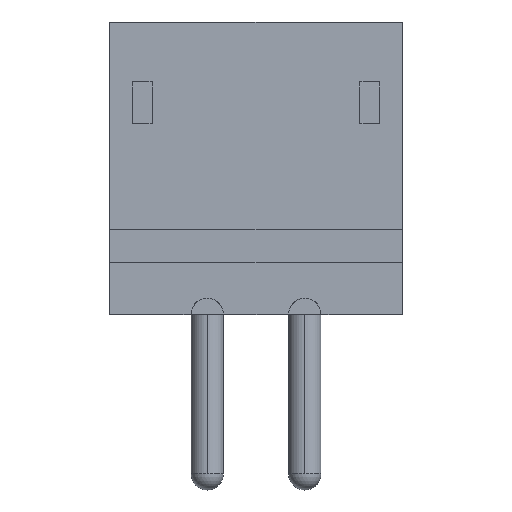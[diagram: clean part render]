
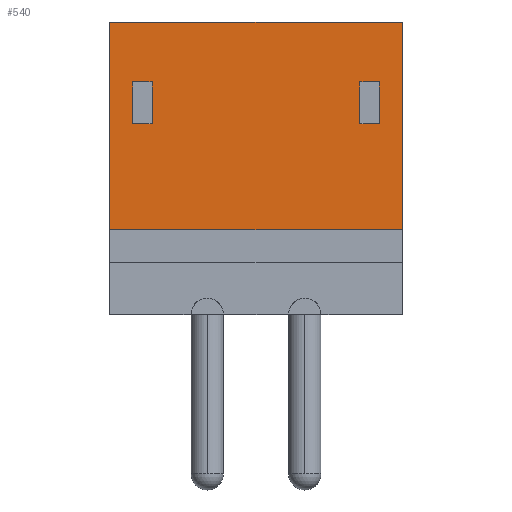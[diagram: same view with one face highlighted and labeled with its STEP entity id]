
A CAD part, top view. The second image highlights one B-rep face of the part: STEP entity #540.
In plain terms, the highlighted planar face has unit normal (0, 0, 1).
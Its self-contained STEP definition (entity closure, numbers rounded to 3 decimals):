
#2 = CARTESIAN_POINT ( 'NONE',  ( 1.896, 2.932, 1.75 ) ) ;
#3 = VERTEX_POINT ( 'NONE', #706 ) ;
#35 = VERTEX_POINT ( 'NONE', #41 ) ;
#38 = CARTESIAN_POINT ( 'NONE',  ( -2.25, 4.5, 1.75 ) ) ;
#41 = CARTESIAN_POINT ( 'NONE',  ( 2.25, 1.3, 1.75 ) ) ;
#43 = FACE_OUTER_BOUND ( 'NONE', #1266, .T. ) ;
#71 = DIRECTION ( 'NONE',  ( -1., 0., 0. ) ) ;
#167 = CARTESIAN_POINT ( 'NONE',  ( -1.896, 3.578, 1.75 ) ) ;
#175 = VERTEX_POINT ( 'NONE', #828 ) ;
#185 = PLANE ( 'NONE',  #1552 ) ;
#193 = DIRECTION ( 'NONE',  ( 1., 0., 0. ) ) ;
#248 = CARTESIAN_POINT ( 'NONE',  ( -1.896, 2.932, 1.75 ) ) ;
#255 = EDGE_CURVE ( 'NONE', #3, #1134, #643, .T. ) ;
#261 = DIRECTION ( 'NONE',  ( 0., -1., 0. ) ) ;
#266 = EDGE_CURVE ( 'NONE', #35, #1134, #488, .T. ) ;
#289 = ORIENTED_EDGE ( 'NONE', *, *, #1344, .F. ) ;
#303 = CARTESIAN_POINT ( 'NONE',  ( 2.25, 4.5, 1.75 ) ) ;
#310 = VECTOR ( 'NONE', #870, 1000. ) ;
#334 = CARTESIAN_POINT ( 'NONE',  ( 1.896, 2.932, 1.75 ) ) ;
#358 = LINE ( 'NONE', #248, #757 ) ;
#369 = CARTESIAN_POINT ( 'NONE',  ( -1.6, 3.578, 1.75 ) ) ;
#442 = EDGE_CURVE ( 'NONE', #1226, #35, #1009, .T. ) ;
#452 = VECTOR ( 'NONE', #477, 1000. ) ;
#454 = CARTESIAN_POINT ( 'NONE',  ( -2.25, 4.5, 1.75 ) ) ;
#458 = ORIENTED_EDGE ( 'NONE', *, *, #1156, .F. ) ;
#460 = DIRECTION ( 'NONE',  ( 0., 1., 0. ) ) ;
#472 = VERTEX_POINT ( 'NONE', #1602 ) ;
#477 = DIRECTION ( 'NONE',  ( -1., 0., 0. ) ) ;
#488 = LINE ( 'NONE', #934, #1404 ) ;
#494 = EDGE_CURVE ( 'NONE', #1313, #1277, #1339, .T. ) ;
#506 = VERTEX_POINT ( 'NONE', #1018 ) ;
#526 = CARTESIAN_POINT ( 'NONE',  ( 1.896, 3.578, 1.75 ) ) ;
#540 = ADVANCED_FACE ( 'NONE', ( #1609, #1728, #43 ), #185, .F. ) ;
#550 = DIRECTION ( 'NONE',  ( 0., -1., 0. ) ) ;
#593 = EDGE_CURVE ( 'NONE', #472, #175, #358, .T. ) ;
#596 = LINE ( 'NONE', #765, #1824 ) ;
#643 = LINE ( 'NONE', #661, #1768 ) ;
#661 = CARTESIAN_POINT ( 'NONE',  ( -2.25, 4.5, 1.75 ) ) ;
#706 = CARTESIAN_POINT ( 'NONE',  ( -2.25, 4.5, 1.75 ) ) ;
#744 = ORIENTED_EDGE ( 'NONE', *, *, #494, .F. ) ;
#757 = VECTOR ( 'NONE', #1665, 1000. ) ;
#759 = DIRECTION ( 'NONE',  ( 0., 0., -1. ) ) ;
#765 = CARTESIAN_POINT ( 'NONE',  ( 1.896, 3.578, 1.75 ) ) ;
#770 = LINE ( 'NONE', #1340, #1523 ) ;
#805 = ORIENTED_EDGE ( 'NONE', *, *, #266, .F. ) ;
#828 = CARTESIAN_POINT ( 'NONE',  ( -1.6, 2.932, 1.75 ) ) ;
#839 = ORIENTED_EDGE ( 'NONE', *, *, #979, .F. ) ;
#869 = EDGE_CURVE ( 'NONE', #899, #1190, #596, .T. ) ;
#870 = DIRECTION ( 'NONE',  ( 0., -1., 0. ) ) ;
#899 = VERTEX_POINT ( 'NONE', #334 ) ;
#934 = CARTESIAN_POINT ( 'NONE',  ( -2.25, 1.3, 1.75 ) ) ;
#951 = CARTESIAN_POINT ( 'NONE',  ( -1.896, 3.578, 1.75 ) ) ;
#955 = LINE ( 'NONE', #369, #1745 ) ;
#974 = VECTOR ( 'NONE', #1513, 1000. ) ;
#979 = EDGE_CURVE ( 'NONE', #1277, #472, #1794, .T. ) ;
#980 = DIRECTION ( 'NONE',  ( -1., 0., 0. ) ) ;
#983 = CARTESIAN_POINT ( 'NONE',  ( 1.896, 3.578, 1.75 ) ) ;
#1009 = LINE ( 'NONE', #303, #310 ) ;
#1018 = CARTESIAN_POINT ( 'NONE',  ( 1.6, 2.932, 1.75 ) ) ;
#1054 = ORIENTED_EDGE ( 'NONE', *, *, #1611, .F. ) ;
#1066 = ORIENTED_EDGE ( 'NONE', *, *, #869, .F. ) ;
#1080 = EDGE_LOOP ( 'NONE', ( #1347, #1066, #458, #1385 ) ) ;
#1093 = VECTOR ( 'NONE', #980, 1000. ) ;
#1134 = VERTEX_POINT ( 'NONE', #1273 ) ;
#1137 = DIRECTION ( 'NONE',  ( 1., 0., 0. ) ) ;
#1156 = EDGE_CURVE ( 'NONE', #506, #899, #1700, .T. ) ;
#1190 = VERTEX_POINT ( 'NONE', #983 ) ;
#1226 = VERTEX_POINT ( 'NONE', #1812 ) ;
#1266 = EDGE_LOOP ( 'NONE', ( #1325, #805, #1287, #289 ) ) ;
#1273 = CARTESIAN_POINT ( 'NONE',  ( -2.25, 1.3, 1.75 ) ) ;
#1277 = VERTEX_POINT ( 'NONE', #167 ) ;
#1287 = ORIENTED_EDGE ( 'NONE', *, *, #442, .F. ) ;
#1294 = CARTESIAN_POINT ( 'NONE',  ( -1.6, 3.578, 1.75 ) ) ;
#1311 = CARTESIAN_POINT ( 'NONE',  ( -1.896, 3.578, 1.75 ) ) ;
#1313 = VERTEX_POINT ( 'NONE', #1294 ) ;
#1319 = EDGE_LOOP ( 'NONE', ( #1715, #839, #744, #1054 ) ) ;
#1325 = ORIENTED_EDGE ( 'NONE', *, *, #255, .T. ) ;
#1339 = LINE ( 'NONE', #1311, #452 ) ;
#1340 = CARTESIAN_POINT ( 'NONE',  ( 1.6, 3.578, 1.75 ) ) ;
#1344 = EDGE_CURVE ( 'NONE', #3, #1226, #1738, .T. ) ;
#1347 = ORIENTED_EDGE ( 'NONE', *, *, #1530, .F. ) ;
#1366 = DIRECTION ( 'NONE',  ( -1., 0., 0. ) ) ;
#1372 = CARTESIAN_POINT ( 'NONE',  ( 1.6, 3.578, 1.75 ) ) ;
#1385 = ORIENTED_EDGE ( 'NONE', *, *, #1496, .F. ) ;
#1395 = LINE ( 'NONE', #526, #1093 ) ;
#1404 = VECTOR ( 'NONE', #1366, 1000. ) ;
#1450 = VERTEX_POINT ( 'NONE', #1372 ) ;
#1492 = VECTOR ( 'NONE', #193, 1000. ) ;
#1496 = EDGE_CURVE ( 'NONE', #1450, #506, #770, .T. ) ;
#1501 = DIRECTION ( 'NONE',  ( 0., 1., 0. ) ) ;
#1513 = DIRECTION ( 'NONE',  ( 0., -1., 0. ) ) ;
#1523 = VECTOR ( 'NONE', #550, 1000. ) ;
#1530 = EDGE_CURVE ( 'NONE', #1190, #1450, #1395, .T. ) ;
#1552 = AXIS2_PLACEMENT_3D ( 'NONE', #454, #759, #71 ) ;
#1602 = CARTESIAN_POINT ( 'NONE',  ( -1.896, 2.932, 1.75 ) ) ;
#1609 = FACE_BOUND ( 'NONE', #1319, .T. ) ;
#1611 = EDGE_CURVE ( 'NONE', #175, #1313, #955, .T. ) ;
#1645 = VECTOR ( 'NONE', #1137, 1000. ) ;
#1665 = DIRECTION ( 'NONE',  ( 1., 0., 0. ) ) ;
#1700 = LINE ( 'NONE', #2, #1645 ) ;
#1715 = ORIENTED_EDGE ( 'NONE', *, *, #593, .F. ) ;
#1728 = FACE_BOUND ( 'NONE', #1080, .T. ) ;
#1738 = LINE ( 'NONE', #38, #1492 ) ;
#1745 = VECTOR ( 'NONE', #1501, 1000. ) ;
#1768 = VECTOR ( 'NONE', #261, 1000. ) ;
#1794 = LINE ( 'NONE', #951, #974 ) ;
#1812 = CARTESIAN_POINT ( 'NONE',  ( 2.25, 4.5, 1.75 ) ) ;
#1824 = VECTOR ( 'NONE', #460, 1000. ) ;
